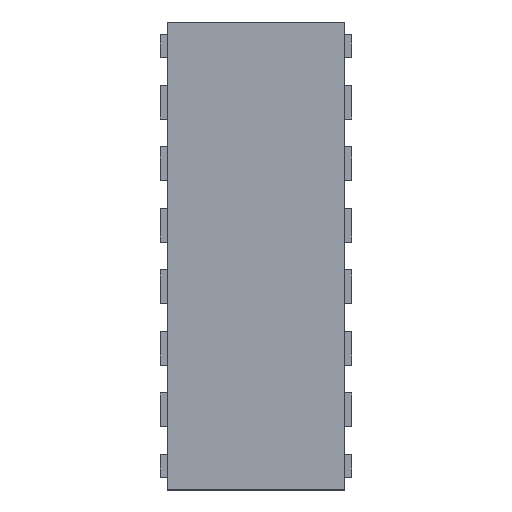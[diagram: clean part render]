
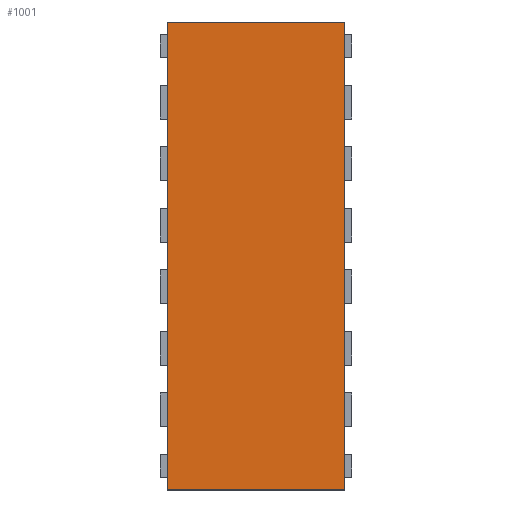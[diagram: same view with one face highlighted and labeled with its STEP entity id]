
A CAD part, top view. The second image highlights one B-rep face of the part: STEP entity #1001.
In plain terms, the highlighted planar face has unit normal (0, 0, 1).
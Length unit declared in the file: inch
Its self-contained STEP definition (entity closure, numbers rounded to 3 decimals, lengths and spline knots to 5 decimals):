
#24 = AXIS2_PLACEMENT_3D ( 'NONE', #1102, #4851, #4270 ) ;
#188 = EDGE_CURVE ( 'NONE', #5033, #5907, #2548, .T. ) ;
#705 = DIRECTION ( 'NONE',  ( -1., 0., 0. ) ) ;
#819 = CARTESIAN_POINT ( 'NONE',  ( 0.006, 0.03, 0.2 ) ) ;
#1001 = ADVANCED_FACE ( 'NONE', ( #3430 ), #2485, .T. ) ;
#1028 = EDGE_CURVE ( 'NONE', #3562, #5033, #5797, .T. ) ;
#1102 = CARTESIAN_POINT ( 'NONE',  ( 0.29976, 0.0452, 0.2 ) ) ;
#1675 = DIRECTION ( 'NONE',  ( 0., 1., 0. ) ) ;
#1709 = CARTESIAN_POINT ( 'NONE',  ( 0.006, -0.35, 0.2 ) ) ;
#2181 = VECTOR ( 'NONE', #2422, 39.37008 ) ;
#2422 = DIRECTION ( 'NONE',  ( 0., -1., 0. ) ) ;
#2485 = PLANE ( 'NONE',  #24 ) ;
#2548 = LINE ( 'NONE', #3563, #4808 ) ;
#2660 = ORIENTED_EDGE ( 'NONE', *, *, #3178, .T. ) ;
#3057 = LINE ( 'NONE', #1709, #6038 ) ;
#3178 = EDGE_CURVE ( 'NONE', #3562, #5871, #3443, .T. ) ;
#3314 = ORIENTED_EDGE ( 'NONE', *, *, #188, .F. ) ;
#3430 = FACE_OUTER_BOUND ( 'NONE', #3807, .T. ) ;
#3443 = LINE ( 'NONE', #5782, #6000 ) ;
#3562 = VERTEX_POINT ( 'NONE', #3898 ) ;
#3563 = CARTESIAN_POINT ( 'NONE',  ( 0.15, -0.73, 0.2 ) ) ;
#3807 = EDGE_LOOP ( 'NONE', ( #3314, #4561, #2660, #3903 ) ) ;
#3898 = CARTESIAN_POINT ( 'NONE',  ( 0.294, 0.03, 0.2 ) ) ;
#3903 = ORIENTED_EDGE ( 'NONE', *, *, #5517, .F. ) ;
#4051 = CARTESIAN_POINT ( 'NONE',  ( 0.006, -0.73, 0.2 ) ) ;
#4270 = DIRECTION ( 'NONE',  ( -1., 0., 0. ) ) ;
#4561 = ORIENTED_EDGE ( 'NONE', *, *, #1028, .F. ) ;
#4808 = VECTOR ( 'NONE', #705, 39.37008 ) ;
#4851 = DIRECTION ( 'NONE',  ( 0., 0., 1. ) ) ;
#5033 = VERTEX_POINT ( 'NONE', #5334 ) ;
#5200 = DIRECTION ( 'NONE',  ( -1., 0., 0. ) ) ;
#5309 = CARTESIAN_POINT ( 'NONE',  ( 0.294, -0.35, 0.2 ) ) ;
#5334 = CARTESIAN_POINT ( 'NONE',  ( 0.294, -0.73, 0.2 ) ) ;
#5517 = EDGE_CURVE ( 'NONE', #5907, #5871, #3057, .T. ) ;
#5782 = CARTESIAN_POINT ( 'NONE',  ( 0.15, 0.03, 0.2 ) ) ;
#5797 = LINE ( 'NONE', #5309, #2181 ) ;
#5871 = VERTEX_POINT ( 'NONE', #819 ) ;
#5907 = VERTEX_POINT ( 'NONE', #4051 ) ;
#6000 = VECTOR ( 'NONE', #5200, 39.37008 ) ;
#6038 = VECTOR ( 'NONE', #1675, 39.37008 ) ;
